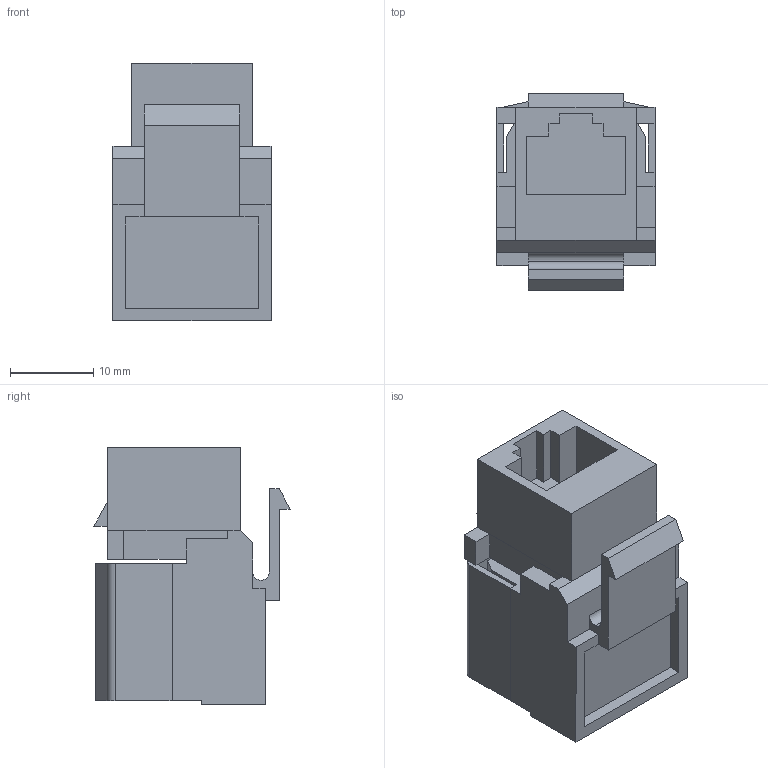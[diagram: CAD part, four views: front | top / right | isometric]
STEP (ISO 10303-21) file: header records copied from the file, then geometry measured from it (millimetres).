
FILE_DESCRIPTION (( 'STEP AP203' ), '1' );
FILE_NAME ('CS1-1C6U-D1 ITK Ìîäóëü Keystone Jack êàò.6, íåýêðàí., IDC Dual, ãîð. çàä.STEP', '2016-09-29T06:43:02', ( '' ), ( '' ), 'SwSTEP 2.0', 'SolidWorks 2014', '' );
FILE_SCHEMA (( 'CONFIG_CONTROL_DESIGN' ));
Length unit declared in the file: millimetre
Products named in the file (2): CS1-1C6U-D1 ITK Ìîäóëü Keystone Jack êàò.6, íåýêðàí., IDC Dual, ãîð. çàä
Bounding box: 19 x 23.6 x 31 mm (x, y, z)
Volume: 7174.3 mm3; surface area: 5616.6 mm2
Topology: 2 solids, 2 shells, 114 faces, 318 edges, 210 vertices
Faces by surface type: plane 105, cylinder 9
Entity records: 3745 total; most frequent: CARTESIAN_POINT 644, ORIENTED_EDGE 636, DIRECTION 568, EDGE_CURVE 318, VECTOR 300, LINE 300, VERTEX_POINT 210, AXIS2_PLACEMENT_3D 134
